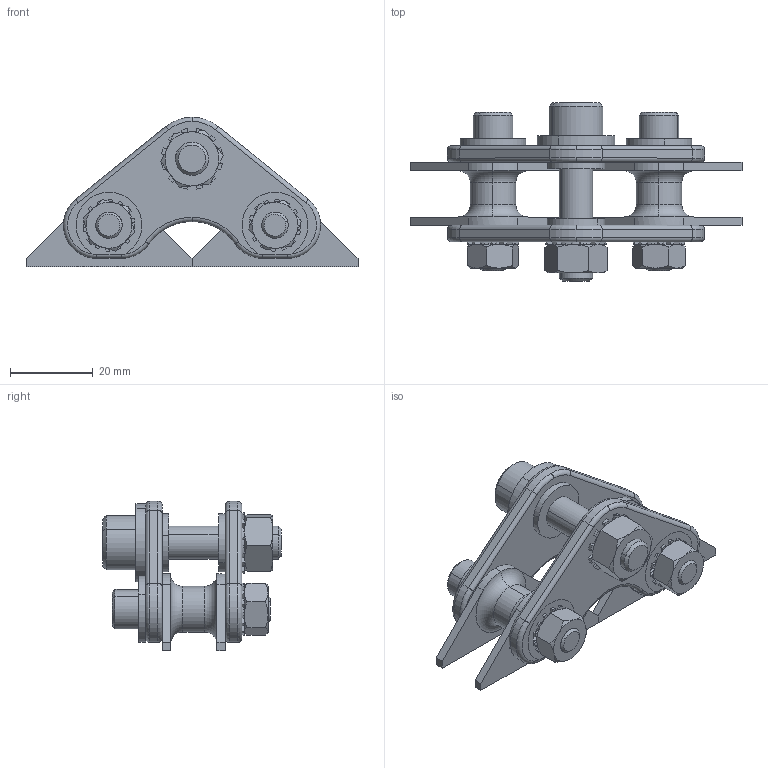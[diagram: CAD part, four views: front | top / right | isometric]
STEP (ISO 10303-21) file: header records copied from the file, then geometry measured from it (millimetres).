
FILE_DESCRIPTION (( 'STEP AP214' ), '1' );
FILE_NAME ('SuspClevUpperRearAssy.STEP', '2019-01-26T03:39:48', ( 'pattaya2u' ), ( 'Microsoft' ), 'SwSTEP 2.0', 'SolidWorks 2018', '' );
FILE_SCHEMA (( 'AUTOMOTIVE_DESIGN' ));
Length unit declared in the file: metre
Products named in the file (12): Hex Nut_AI_HNUT 0.2500-28-D-N; External Tooth Lock Washer_AI_ASME B18.21.1 - 0.256; Socket Head Cap Screw_AI_HX-SHCS 0.25-28x1.25x1.25-N; Flat Washer Type A Narrow_AI_Preferred Narrow FW 0.25; hex nut style 1_am_B18.2.4.1M - Hex nut, Style 1,  M8 x 1.25 --D-N; external tooth lock washer_am_B18.21.2M-External Tooth Lock Washers_AM8; flat washer narrow_am_B18.22M - Plain washer, 8 mm, narrow; Socket Head Cap Screw_AM_B18.3.1M - 8 x 1.25 x 35 Hex SHCS -- 35CHX; Washer8mmx2mm; SuspClevUpper; BracketSuspClevRU; SuspClevUpperRearAssy
Assembly tree (18 placements, depth 2):
  SuspClevUpperRearAssy
    BracketSuspClevRU  x2
    SuspClevUpper  x2
    Washer8mmx2mm  x2
    Socket Head Cap Screw_AM_B18.3.1M - 8 x 1.25 x 35 Hex SHCS -- 35CHX
    flat washer narrow_am_B18.22M - Plain washer, 8 mm, narrow
    external tooth lock washer_am_B18.21.2M-External Tooth Lock Washers_AM8
    hex nut style 1_am_B18.2.4.1M - Hex nut, Style 1,  M8 x 1.25 --D-N
    Flat Washer Type A Narrow_AI_Preferred Narrow FW 0.25  x2
    Socket Head Cap Screw_AI_HX-SHCS 0.25-28x1.25x1.25-N  x2
    External Tooth Lock Washer_AI_ASME B18.21.1 - 0.256  x2
    Hex Nut_AI_HNUT 0.2500-28-D-N  x2
Bounding box: 80 x 43 x 36 mm (x, y, z)
Volume: 22508.6 mm3; surface area: 19182.4 mm2
Topology: 18 solids, 18 shells, 522 faces, 1295 edges, 809 vertices
Faces by surface type: plane 221, cylinder 189, cone 66, torus 46
Entity records: 10226 total; most frequent: CARTESIAN_POINT 1897, DIRECTION 1748, ORIENTED_EDGE 1570, EDGE_CURVE 785, AXIS2_PLACEMENT_3D 672, VERTEX_POINT 493, LINE 404, VECTOR 404
